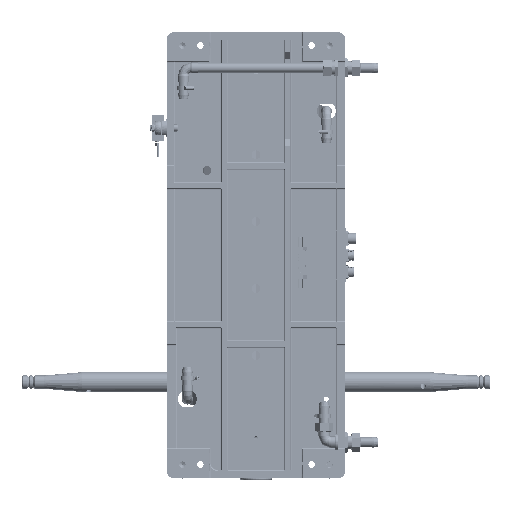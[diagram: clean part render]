
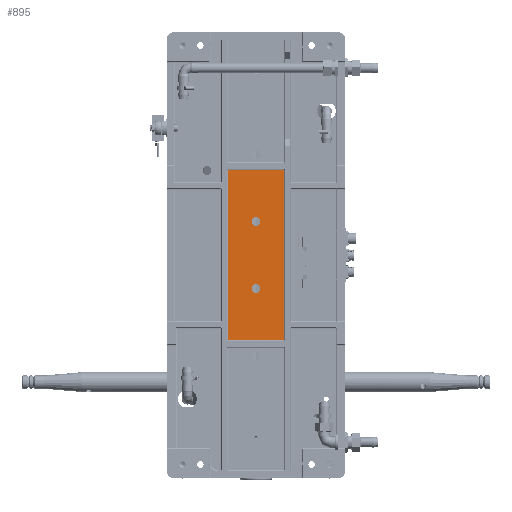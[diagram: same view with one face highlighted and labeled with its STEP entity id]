
A CAD part, front view. The second image highlights one B-rep face of the part: STEP entity #895.
In plain terms, the highlighted planar face has unit normal (0, -1, 0).
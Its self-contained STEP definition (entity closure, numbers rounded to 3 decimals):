
#895 = ADVANCED_FACE ( 'NONE', ( #51347, #52426, #53908 ), #45332, .T. ) ;
#1343 = EDGE_LOOP ( 'NONE', ( #51037 ) ) ;
#3664 = CARTESIAN_POINT ( 'NONE',  ( 62., -211., -486. ) ) ;
#4043 = CARTESIAN_POINT ( 'NONE',  ( -85., -211., -760. ) ) ;
#5460 = CARTESIAN_POINT ( 'NONE',  ( 62., -211., -104. ) ) ;
#7828 = ORIENTED_EDGE ( 'NONE', *, *, #38339, .T. ) ;
#16417 = VERTEX_POINT ( 'NONE', #5460 ) ;
#22441 = CARTESIAN_POINT ( 'NONE',  ( 0., -211., -210. ) ) ;
#22557 = CARTESIAN_POINT ( 'NONE',  ( -62., -211., -104. ) ) ;
#24426 = ORIENTED_EDGE ( 'NONE', *, *, #45179, .F. ) ;
#24428 = VERTEX_POINT ( 'NONE', #53422 ) ;
#28867 = LINE ( 'NONE', #22557, #29242 ) ;
#29242 = VECTOR ( 'NONE', #83267, 1000. ) ;
#29665 = VERTEX_POINT ( 'NONE', #68541 ) ;
#30174 = DIRECTION ( 'NONE',  ( 1., 0., 0. ) ) ;
#30310 = LINE ( 'NONE', #3664, #97476 ) ;
#30506 = AXIS2_PLACEMENT_3D ( 'NONE', #84961, #32873, #93721 ) ;
#32873 = DIRECTION ( 'NONE',  ( 0., -1., 0. ) ) ;
#33216 = CARTESIAN_POINT ( 'NONE',  ( 0., -211., -370. ) ) ;
#33433 = EDGE_CURVE ( 'NONE', #93304, #24428, #30310, .T. ) ;
#36206 = EDGE_LOOP ( 'NONE', ( #85109, #7828, #85115, #76934 ) ) ;
#38339 = EDGE_CURVE ( 'NONE', #16417, #29665, #28867, .T. ) ;
#40425 = VERTEX_POINT ( 'NONE', #55205 ) ;
#41911 = DIRECTION ( 'NONE',  ( 0., 0., 1. ) ) ;
#42720 = DIRECTION ( 'NONE',  ( 0., 0., 1. ) ) ;
#45179 = EDGE_CURVE ( 'NONE', #96360, #96360, #111096, .T. ) ;
#45332 = PLANE ( 'NONE',  #83906 ) ;
#46802 = DIRECTION ( 'NONE',  ( 0., -1., 0. ) ) ;
#47576 = DIRECTION ( 'NONE',  ( 0., 0., 1. ) ) ;
#51037 = ORIENTED_EDGE ( 'NONE', *, *, #62326, .F. ) ;
#51288 = CARTESIAN_POINT ( 'NONE',  ( -62., -211., -486. ) ) ;
#51347 = FACE_BOUND ( 'NONE', #1343, .T. ) ;
#52426 = FACE_BOUND ( 'NONE', #67568, .T. ) ;
#53422 = CARTESIAN_POINT ( 'NONE',  ( 62., -211., -486. ) ) ;
#53908 = FACE_OUTER_BOUND ( 'NONE', #36206, .T. ) ;
#55205 = CARTESIAN_POINT ( 'NONE',  ( 0., -211., -360. ) ) ;
#58889 = CIRCLE ( 'NONE', #78721, 10. ) ;
#58934 = VECTOR ( 'NONE', #92002, 1000. ) ;
#62326 = EDGE_CURVE ( 'NONE', #40425, #40425, #58889, .T. ) ;
#67568 = EDGE_LOOP ( 'NONE', ( #24426 ) ) ;
#68541 = CARTESIAN_POINT ( 'NONE',  ( -62., -211., -104. ) ) ;
#68544 = CARTESIAN_POINT ( 'NONE',  ( 62., -211., -104. ) ) ;
#68721 = LINE ( 'NONE', #68544, #69525 ) ;
#69525 = VECTOR ( 'NONE', #42720, 1000. ) ;
#74866 = EDGE_CURVE ( 'NONE', #29665, #93304, #96597, .T. ) ;
#75027 = EDGE_CURVE ( 'NONE', #24428, #16417, #68721, .T. ) ;
#76934 = ORIENTED_EDGE ( 'NONE', *, *, #33433, .T. ) ;
#78721 = AXIS2_PLACEMENT_3D ( 'NONE', #33216, #94087, #41911 ) ;
#83242 = CARTESIAN_POINT ( 'NONE',  ( -62., -211., -486. ) ) ;
#83267 = DIRECTION ( 'NONE',  ( -1., 0., 0. ) ) ;
#83906 = AXIS2_PLACEMENT_3D ( 'NONE', #4043, #46802, #47576 ) ;
#84961 = CARTESIAN_POINT ( 'NONE',  ( 0., -211., -220. ) ) ;
#85109 = ORIENTED_EDGE ( 'NONE', *, *, #75027, .T. ) ;
#85115 = ORIENTED_EDGE ( 'NONE', *, *, #74866, .T. ) ;
#92002 = DIRECTION ( 'NONE',  ( 0., 0., -1. ) ) ;
#93304 = VERTEX_POINT ( 'NONE', #51288 ) ;
#93721 = DIRECTION ( 'NONE',  ( 0., 0., 1. ) ) ;
#94087 = DIRECTION ( 'NONE',  ( 0., -1., 0. ) ) ;
#96360 = VERTEX_POINT ( 'NONE', #22441 ) ;
#96597 = LINE ( 'NONE', #83242, #58934 ) ;
#97476 = VECTOR ( 'NONE', #30174, 1000. ) ;
#111096 = CIRCLE ( 'NONE', #30506, 10. ) ;
